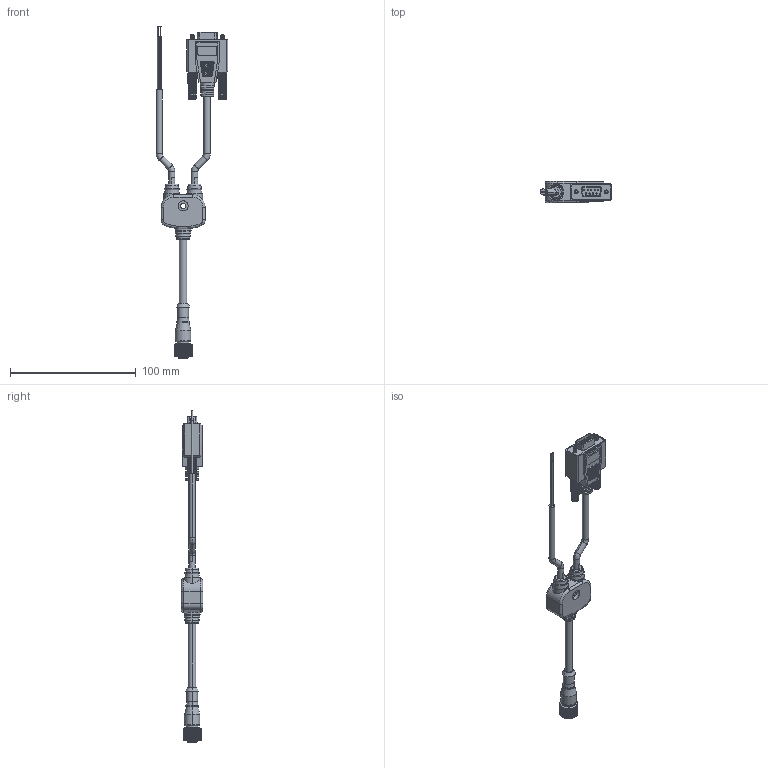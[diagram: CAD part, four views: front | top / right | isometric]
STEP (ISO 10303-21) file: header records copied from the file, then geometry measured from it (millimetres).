
FILE_DESCRIPTION((''),'2;1');
FILE_NAME('243568_SM01_ASM','2024-07-19T10:11:48',('banengservice'),('BANNER ENGINEERING'),'CREO PARAMETRIC BY PTC INC, 2022414','CREO PARAMETRIC BY PTC INC, 2022414','');
FILE_SCHEMA(('CONFIG_CONTROL_DESIGN'));
Products named in the file (2): 243568_EP01; 243568_SM01_ASM
Assembly tree (1 placements, depth 2):
  243568_SM01_ASM
    243568_EP01
Bounding box: 56.85 x 17.2 x 264.1 mm (x, y, z)
Volume: 41463.9 mm3; surface area: 18310.3 mm2
Topology: 1 solids, 1 shells, 5377 faces, 12228 edges, 7084 vertices
Faces by surface type: bspline 2609, plane 1720, cylinder 888, cone 114, torus 45, extrusion 1
Entity records: 211585 total; most frequent: CARTESIAN_POINT 113213, ORIENTED_EDGE 24456, EDGE_CURVE 12228, DIRECTION 12069, VERTEX_POINT 7084, B_SPLINE_CURVE_WITH_KNOTS 6733, EDGE_LOOP 5612, FACE_OUTER_BOUND 5377
